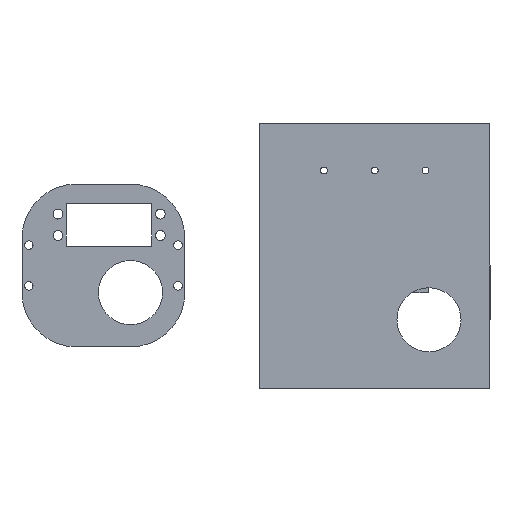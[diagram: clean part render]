
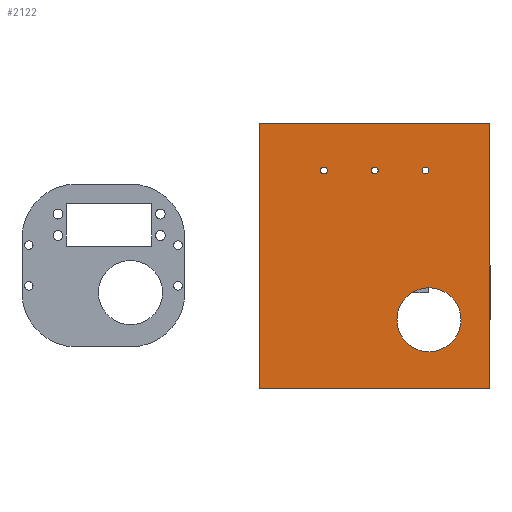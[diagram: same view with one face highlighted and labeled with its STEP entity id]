
A CAD part, left-side view. The second image highlights one B-rep face of the part: STEP entity #2122.
In plain terms, the highlighted planar face has unit normal (-1, 0, 0).
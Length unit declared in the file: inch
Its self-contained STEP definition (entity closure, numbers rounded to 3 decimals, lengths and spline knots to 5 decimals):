
#56=FACE_BOUND('',#391,.T.);
#57=FACE_BOUND('',#392,.T.);
#58=FACE_BOUND('',#393,.T.);
#59=FACE_BOUND('',#394,.T.);
#130=PLANE('',#2327);
#238=FACE_OUTER_BOUND('',#390,.T.);
#390=EDGE_LOOP('',(#1851,#1852,#1853,#1854,#1855,#1856,#1857,#1858));
#391=EDGE_LOOP('',(#1859));
#392=EDGE_LOOP('',(#1860));
#393=EDGE_LOOP('',(#1861));
#394=EDGE_LOOP('',(#1862));
#495=LINE('',#3198,#700);
#520=LINE('',#3273,#725);
#523=LINE('',#3277,#728);
#524=LINE('',#3280,#729);
#527=LINE('',#3286,#732);
#600=LINE('',#3472,#805);
#700=VECTOR('',#2594,0.3937);
#725=VECTOR('',#2681,0.3937);
#728=VECTOR('',#2686,0.3937);
#729=VECTOR('',#2689,0.3937);
#732=VECTOR('',#2694,0.3937);
#805=VECTOR('',#2865,0.3937);
#869=CIRCLE('',#2216,0.0625);
#871=CIRCLE('',#2219,0.0625);
#873=CIRCLE('',#2222,0.0625);
#894=CIRCLE('',#2279,1.125);
#913=CIRCLE('',#2325,0.59055);
#914=CIRCLE('',#2328,1.125);
#970=VERTEX_POINT('',#3107);
#972=VERTEX_POINT('',#3113);
#974=VERTEX_POINT('',#3119);
#1004=VERTEX_POINT('',#3195);
#1005=VERTEX_POINT('',#3197);
#1023=VERTEX_POINT('',#3270);
#1024=VERTEX_POINT('',#3272);
#1025=VERTEX_POINT('',#3279);
#1027=VERTEX_POINT('',#3285);
#1029=VERTEX_POINT('',#3291);
#1089=VERTEX_POINT('',#3465);
#1091=VERTEX_POINT('',#3471);
#1186=EDGE_CURVE('',#970,#970,#869,.T.);
#1189=EDGE_CURVE('',#972,#972,#871,.T.);
#1192=EDGE_CURVE('',#974,#974,#873,.T.);
#1227=EDGE_CURVE('',#1004,#1005,#495,.T.);
#1262=EDGE_CURVE('',#1023,#1024,#520,.T.);
#1265=EDGE_CURVE('',#1023,#1005,#523,.T.);
#1266=EDGE_CURVE('',#1024,#1025,#524,.T.);
#1269=EDGE_CURVE('',#1027,#1004,#527,.T.);
#1272=EDGE_CURVE('',#1029,#1025,#894,.T.);
#1360=EDGE_CURVE('',#1089,#1089,#913,.T.);
#1362=EDGE_CURVE('',#1091,#1029,#600,.T.);
#1364=EDGE_CURVE('',#1027,#1091,#914,.T.);
#1851=ORIENTED_EDGE('',*,*,#1272,.T.);
#1852=ORIENTED_EDGE('',*,*,#1266,.F.);
#1853=ORIENTED_EDGE('',*,*,#1262,.F.);
#1854=ORIENTED_EDGE('',*,*,#1265,.T.);
#1855=ORIENTED_EDGE('',*,*,#1227,.F.);
#1856=ORIENTED_EDGE('',*,*,#1269,.F.);
#1857=ORIENTED_EDGE('',*,*,#1364,.T.);
#1858=ORIENTED_EDGE('',*,*,#1362,.T.);
#1859=ORIENTED_EDGE('',*,*,#1186,.T.);
#1860=ORIENTED_EDGE('',*,*,#1189,.T.);
#1861=ORIENTED_EDGE('',*,*,#1192,.T.);
#1862=ORIENTED_EDGE('',*,*,#1360,.T.);
#2122=ADVANCED_FACE('',(#238,#56,#57,#58,#59),#130,.T.);
#2216=AXIS2_PLACEMENT_3D('',#3109,#2512,#2513);
#2219=AXIS2_PLACEMENT_3D('',#3115,#2519,#2520);
#2222=AXIS2_PLACEMENT_3D('',#3121,#2526,#2527);
#2279=AXIS2_PLACEMENT_3D('',#3292,#2699,#2700);
#2325=AXIS2_PLACEMENT_3D('',#3467,#2860,#2861);
#2327=AXIS2_PLACEMENT_3D('',#3474,#2867,#2868);
#2328=AXIS2_PLACEMENT_3D('',#3475,#2869,#2870);
#2512=DIRECTION('center_axis',(1.,0.,0.));
#2513=DIRECTION('ref_axis',(0.,1.,0.));
#2519=DIRECTION('center_axis',(1.,0.,0.));
#2520=DIRECTION('ref_axis',(0.,1.,0.));
#2526=DIRECTION('center_axis',(1.,0.,0.));
#2527=DIRECTION('ref_axis',(0.,1.,0.));
#2594=DIRECTION('',(0.,1.,0.));
#2681=DIRECTION('',(0.,-1.,0.));
#2686=DIRECTION('',(0.,0.,-1.));
#2689=DIRECTION('',(0.,0.,-1.));
#2694=DIRECTION('',(0.,0.,-1.));
#2699=DIRECTION('center_axis',(-1.,0.,0.));
#2700=DIRECTION('ref_axis',(0.,-1.,0.));
#2860=DIRECTION('center_axis',(1.,0.,0.));
#2861=DIRECTION('ref_axis',(0.,1.,0.));
#2865=DIRECTION('',(0.,-0.001,1.));
#2867=DIRECTION('center_axis',(-1.,0.,0.));
#2868=DIRECTION('ref_axis',(0.,-1.,0.));
#2869=DIRECTION('center_axis',(-1.,0.,0.));
#2870=DIRECTION('ref_axis',(0.,-1.,0.));
#3107=CARTESIAN_POINT('',(-3.19449,0.00036,2.25));
#3109=CARTESIAN_POINT('Origin',(-3.19449,0.06286,2.25));
#3113=CARTESIAN_POINT('',(-3.19449,0.93691,2.25));
#3115=CARTESIAN_POINT('Origin',(-3.19449,0.99941,2.25));
#3119=CARTESIAN_POINT('',(-3.19449,1.87345,2.25));
#3121=CARTESIAN_POINT('Origin',(-3.19449,1.93595,2.25));
#3195=CARTESIAN_POINT('',(-3.19449,-1.12369,-1.7745));
#3197=CARTESIAN_POINT('',(-3.19449,3.1225,-1.7745));
#3198=CARTESIAN_POINT('',(-3.19449,0.,-1.7745));
#3270=CARTESIAN_POINT('',(-3.19449,3.1225,3.125));
#3272=CARTESIAN_POINT('',(-3.19449,-1.12369,3.125));
#3273=CARTESIAN_POINT('',(-3.19449,3.1225,3.125));
#3277=CARTESIAN_POINT('',(-3.19449,3.1225,-1.625));
#3279=CARTESIAN_POINT('',(-3.19449,-1.12369,0.5543));
#3280=CARTESIAN_POINT('',(-3.19449,-1.12369,1.625));
#3285=CARTESIAN_POINT('',(-3.19449,-1.12369,-0.5543));
#3286=CARTESIAN_POINT('',(-3.19449,-1.12369,1.625));
#3291=CARTESIAN_POINT('',(-3.19449,-1.125,0.5));
#3292=CARTESIAN_POINT('Origin',(-3.19449,0.,
0.5));
#3465=CARTESIAN_POINT('',(-3.19449,-0.59055,-0.5));
#3467=CARTESIAN_POINT('Origin',(-3.19449,0.,-0.5));
#3471=CARTESIAN_POINT('',(-3.19449,-1.12436,-0.53795));
#3472=CARTESIAN_POINT('',(-3.19449,-1.125,0.5));
#3474=CARTESIAN_POINT('Origin',(-3.19449,0.5,0.));
#3475=CARTESIAN_POINT('Origin',(-3.19449,0.,-0.5));
